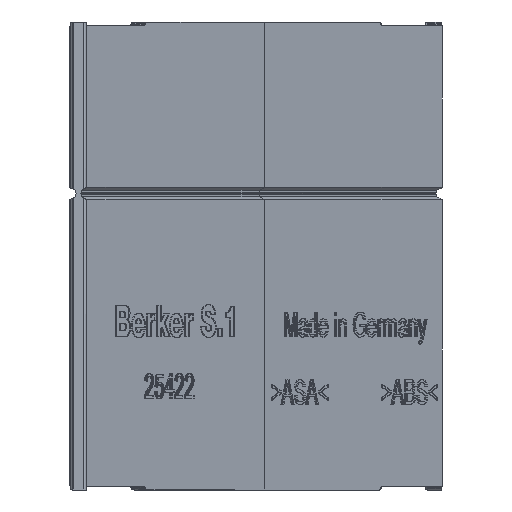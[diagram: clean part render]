
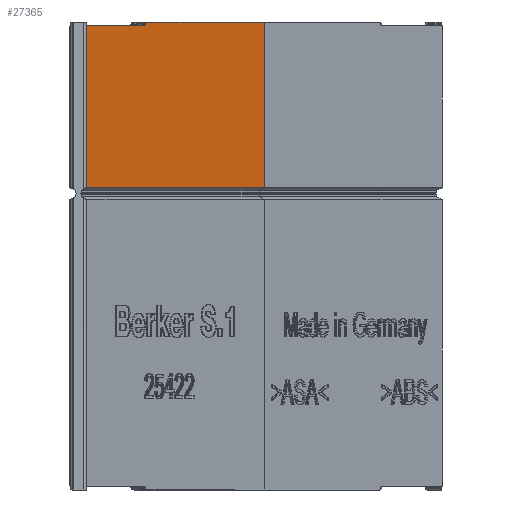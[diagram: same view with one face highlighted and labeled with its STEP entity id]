
A CAD part, left-side view. The second image highlights one B-rep face of the part: STEP entity #27365.
In plain terms, the highlighted planar face has unit normal (-0.528, -0.849, 0).
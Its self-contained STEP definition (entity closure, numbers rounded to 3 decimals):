
#545=DIRECTION('',(-0.849,0.528,0.));
#546=VECTOR('',#545,18.199);
#547=CARTESIAN_POINT('',(-2.4,-36.2,38.2));
#548=LINE('28528',#547,#546);
#549=DIRECTION('',(0.,0.,-1.));
#550=VECTOR('',#549,13.5);
#551=CARTESIAN_POINT('',(-2.4,-36.2,38.2));
#552=LINE('26774',#551,#550);
#553=DIRECTION('',(-0.849,0.528,0.));
#554=VECTOR('',#553,27.443);
#555=CARTESIAN_POINT('',(-2.4,-36.2,24.7));
#556=LINE('26750',#555,#554);
#557=DIRECTION('',(0.,0.,1.));
#558=VECTOR('',#557,13.2);
#559=CARTESIAN_POINT('',(-25.7,-21.7,24.7));
#560=LINE('28349',#559,#558);
#561=CARTESIAN_POINT('',(-18.243,-26.34,38.15));
#562=DIRECTION('',(-0.528,-0.849,0.));
#563=DIRECTION('',(0.,0.,-1.));
#564=AXIS2_PLACEMENT_3D('',#561,#562,#563);
#566=CARTESIAN_POINT('',(-17.851,-26.584,37.95));
#567=DIRECTION('',(0.528,0.849,0.));
#568=DIRECTION('',(-0.735,0.458,0.5));
#569=AXIS2_PLACEMENT_3D('',#566,#567,#568);
#6718=DIRECTION('',(-0.849,0.528,0.));
#6719=VECTOR('',#6718,8.782);
#6720=CARTESIAN_POINT('',(-18.243,-26.34,37.9));
#6721=LINE('28516',#6720,#6719);
#8229=DIRECTION('',(-0.425,0.264,-0.866));
#8230=VECTOR('',#8229,0.058);
#8231=CARTESIAN_POINT('',(-18.035,-26.47,
38.075));
#8232=LINE('28529',#8231,#8230);
#20347=CARTESIAN_POINT('',(-2.4,-36.2,38.2));
#20349=VERTEX_POINT('',#20347);
#20444=CARTESIAN_POINT('',(-2.4,-36.2,24.7));
#20445=CARTESIAN_POINT('',(-25.7,-21.7,24.7));
#20446=VERTEX_POINT('',#20444);
#20447=VERTEX_POINT('',#20445);
#23544=CARTESIAN_POINT('',(-25.7,-21.7,37.9));
#23546=VERTEX_POINT('',#23544);
#23754=CARTESIAN_POINT('',(-18.06,-26.455,
38.025));
#23756=VERTEX_POINT('',#23754);
#23759=CARTESIAN_POINT('',(-18.243,-26.34,37.9));
#23761=VERTEX_POINT('',#23759);
#23771=CARTESIAN_POINT('',(-17.851,-26.584,38.2));
#23773=VERTEX_POINT('',#23771);
#23774=CARTESIAN_POINT('',(-18.035,-26.47,
38.075));
#23776=VERTEX_POINT('',#23774);
#27343=CARTESIAN_POINT('',(-2.4,-36.2,0.));
#27344=DIRECTION('',(0.528,0.849,0.));
#27345=DIRECTION('',(-0.849,0.528,0.));
#27346=AXIS2_PLACEMENT_3D('',#27343,#27344,#27345);
#27347=PLANE('31775',#27346);
#27348=ORIENTED_EDGE('28528',*,*,#27285,.F.);
#27350=ORIENTED_EDGE('26774',*,*,#27349,.T.);
#27352=ORIENTED_EDGE('26750',*,*,#27351,.T.);
#27354=ORIENTED_EDGE('28349',*,*,#27353,.T.);
#27356=ORIENTED_EDGE('28516',*,*,#27355,.F.);
#27358=ORIENTED_EDGE('28514',*,*,#27357,.T.);
#27360=ORIENTED_EDGE('28529',*,*,#27359,.F.);
#27362=ORIENTED_EDGE('28525',*,*,#27361,.T.);
#27363=EDGE_LOOP('31775',(#27348,#27350,#27352,#27354,#27356,#27358,#27360,
#27362));
#27364=FACE_OUTER_BOUND('31775',#27363,.F.);
#27365=ADVANCED_FACE('31775',(#27364),#27347,.F.);
#565=CIRCLE('28514',#564,0.25);
#570=CIRCLE('28525',#569,0.25);
#27285=EDGE_CURVE('28528',#20349,#23773,#548,.T.);
#27349=EDGE_CURVE('26774',#20349,#20446,#552,.T.);
#27351=EDGE_CURVE('26750',#20446,#20447,#556,.T.);
#27353=EDGE_CURVE('28349',#20447,#23546,#560,.T.);
#27355=EDGE_CURVE('28516',#23761,#23546,#6721,.T.);
#27357=EDGE_CURVE('28514',#23761,#23756,#565,.T.);
#27359=EDGE_CURVE('28529',#23776,#23756,#8232,.T.);
#27361=EDGE_CURVE('28525',#23776,#23773,#570,.T.);
